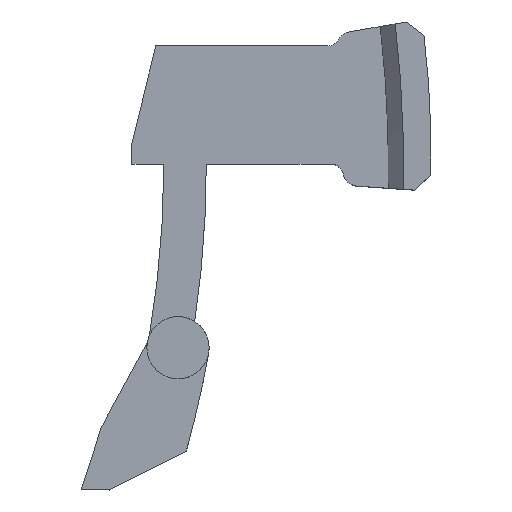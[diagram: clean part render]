
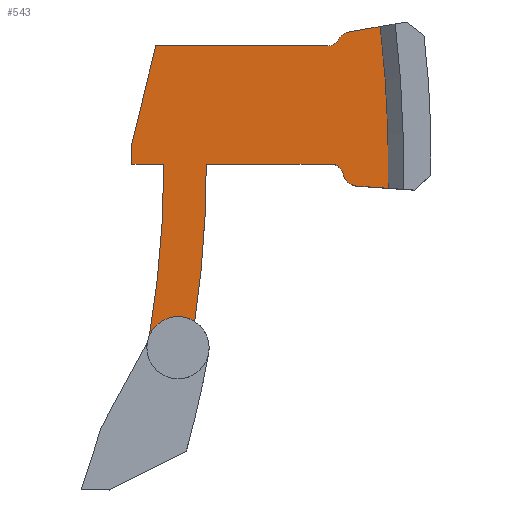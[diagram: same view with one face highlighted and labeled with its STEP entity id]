
A CAD part, top view. The second image highlights one B-rep face of the part: STEP entity #543.
In plain terms, the highlighted planar face has unit normal (0, 0, 1).
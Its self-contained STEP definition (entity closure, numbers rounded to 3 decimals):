
#47=CIRCLE('',#606,39.);
#48=CIRCLE('',#607,0.5);
#49=CIRCLE('',#608,0.4);
#50=CIRCLE('',#609,33.1);
#51=CIRCLE('',#610,1.025);
#52=CIRCLE('',#611,34.5);
#53=CIRCLE('',#612,0.4);
#54=CIRCLE('',#613,0.5);
#115=ORIENTED_EDGE('',*,*,#267,.T.);
#116=ORIENTED_EDGE('',*,*,#268,.T.);
#117=ORIENTED_EDGE('',*,*,#269,.F.);
#118=ORIENTED_EDGE('',*,*,#270,.T.);
#119=ORIENTED_EDGE('',*,*,#271,.T.);
#120=ORIENTED_EDGE('',*,*,#272,.F.);
#121=ORIENTED_EDGE('',*,*,#273,.T.);
#122=ORIENTED_EDGE('',*,*,#274,.F.);
#123=ORIENTED_EDGE('',*,*,#259,.F.);
#124=ORIENTED_EDGE('',*,*,#275,.T.);
#125=ORIENTED_EDGE('',*,*,#276,.T.);
#126=ORIENTED_EDGE('',*,*,#277,.F.);
#127=ORIENTED_EDGE('',*,*,#278,.F.);
#128=ORIENTED_EDGE('',*,*,#279,.T.);
#129=ORIENTED_EDGE('',*,*,#280,.T.);
#259=EDGE_CURVE('',#334,#335,#377,.T.);
#267=EDGE_CURVE('',#342,#343,#383,.T.);
#268=EDGE_CURVE('',#343,#344,#47,.T.);
#269=EDGE_CURVE('',#345,#344,#384,.F.);
#270=EDGE_CURVE('',#345,#346,#48,.T.);
#271=EDGE_CURVE('',#346,#347,#49,.T.);
#272=EDGE_CURVE('',#348,#347,#385,.F.);
#273=EDGE_CURVE('',#348,#349,#386,.T.);
#274=EDGE_CURVE('',#335,#349,#387,.T.);
#275=EDGE_CURVE('',#334,#350,#50,.T.);
#276=EDGE_CURVE('',#350,#351,#51,.T.);
#277=EDGE_CURVE('',#352,#351,#52,.T.);
#278=EDGE_CURVE('',#353,#352,#388,.T.);
#279=EDGE_CURVE('',#353,#354,#53,.T.);
#280=EDGE_CURVE('',#354,#342,#54,.T.);
#334=VERTEX_POINT('',#875);
#335=VERTEX_POINT('',#877);
#342=VERTEX_POINT('',#894);
#343=VERTEX_POINT('',#895);
#344=VERTEX_POINT('',#897);
#345=VERTEX_POINT('',#899);
#346=VERTEX_POINT('',#901);
#347=VERTEX_POINT('',#903);
#348=VERTEX_POINT('',#905);
#349=VERTEX_POINT('',#907);
#350=VERTEX_POINT('',#910);
#351=VERTEX_POINT('',#912);
#352=VERTEX_POINT('',#914);
#353=VERTEX_POINT('',#916);
#354=VERTEX_POINT('',#918);
#377=LINE('',#876,#428);
#383=LINE('',#893,#434);
#384=LINE('',#898,#435);
#385=LINE('',#904,#436);
#386=LINE('',#906,#437);
#387=LINE('',#908,#438);
#388=LINE('',#915,#439);
#428=VECTOR('',#699,1000.);
#434=VECTOR('',#713,1000.);
#435=VECTOR('',#716,1000.);
#436=VECTOR('',#721,1000.);
#437=VECTOR('',#722,1000.);
#438=VECTOR('',#723,1000.);
#439=VECTOR('',#730,1000.);
#466=EDGE_LOOP('',(#115,#116,#117,#118,#119,#120,#121,#122,#123,#124,#125,
#126,#127,#128,#129));
#496=FACE_BOUND('',#466,.T.);
#525=PLANE('',#605);
#543=ADVANCED_FACE('',(#496),#525,.F.);
#605=AXIS2_PLACEMENT_3D('',#892,#711,#712);
#606=AXIS2_PLACEMENT_3D('',#896,#714,#715);
#607=AXIS2_PLACEMENT_3D('',#900,#717,#718);
#608=AXIS2_PLACEMENT_3D('',#902,#719,#720);
#609=AXIS2_PLACEMENT_3D('',#909,#724,#725);
#610=AXIS2_PLACEMENT_3D('',#911,#726,#727);
#611=AXIS2_PLACEMENT_3D('',#913,#728,#729);
#612=AXIS2_PLACEMENT_3D('',#917,#731,#732);
#613=AXIS2_PLACEMENT_3D('',#919,#733,#734);
#699=DIRECTION('',(1.,0.,0.));
#711=DIRECTION('',(0.,0.,-1.));
#712=DIRECTION('',(1.,0.,0.));
#713=DIRECTION('',(-0.998,0.07,0.));
#714=DIRECTION('',(0.,0.,1.));
#715=DIRECTION('',(-1.,0.,0.));
#716=DIRECTION('',(0.986,0.168,0.));
#717=DIRECTION('',(0.,0.,1.));
#718=DIRECTION('',(-1.,0.,0.));
#719=DIRECTION('',(0.,0.,-1.));
#720=DIRECTION('',(1.,0.,0.));
#721=DIRECTION('',(1.,0.,0.));
#722=DIRECTION('',(0.238,0.971,0.));
#723=DIRECTION('',(0.,-1.,0.));
#724=DIRECTION('',(0.,0.,-1.));
#725=DIRECTION('',(1.,0.,0.));
#726=DIRECTION('',(0.,0.,-1.));
#727=DIRECTION('',(1.,0.,0.));
#728=DIRECTION('',(0.,0.,-1.));
#729=DIRECTION('',(1.,0.,0.));
#730=DIRECTION('',(1.,0.,0.));
#731=DIRECTION('',(0.,0.,-1.));
#732=DIRECTION('',(1.,0.,0.));
#733=DIRECTION('',(0.,0.,1.));
#734=DIRECTION('',(-1.,0.,0.));
#875=CARTESIAN_POINT('',(8.8,-0.367,1.65));
#876=CARTESIAN_POINT('',(6.55,-0.367,1.65));
#877=CARTESIAN_POINT('',(9.85,-0.367,1.65));
#892=CARTESIAN_POINT('',(-59.,-0.317,1.65));
#893=CARTESIAN_POINT('',(18.509,-0.778,1.65));
#894=CARTESIAN_POINT('',(2.435,0.355,1.65));
#895=CARTESIAN_POINT('',(1.407,0.427,1.65));
#896=CARTESIAN_POINT('',(40.4,-0.317,1.65));
#897=CARTESIAN_POINT('',(1.671,-4.904,1.65));
#898=CARTESIAN_POINT('',(19.184,-1.912,1.65));
#899=CARTESIAN_POINT('',(2.687,-4.73,1.65));
#900=CARTESIAN_POINT('',(2.603,-4.237,1.65));
#901=CARTESIAN_POINT('',(3.042,-4.476,1.65));
#902=CARTESIAN_POINT('',(3.394,-4.667,1.65));
#903=CARTESIAN_POINT('',(3.394,-4.267,1.65));
#904=CARTESIAN_POINT('',(6.48,-4.267,1.65));
#905=CARTESIAN_POINT('',(9.062,-4.267,1.65));
#906=CARTESIAN_POINT('',(9.062,-4.267,1.65));
#907=CARTESIAN_POINT('',(9.85,-1.053,1.65));
#908=CARTESIAN_POINT('',(9.85,-0.692,1.65));
#909=CARTESIAN_POINT('',(41.9,-0.317,1.65));
#910=CARTESIAN_POINT('',(9.277,5.286,1.65));
#911=CARTESIAN_POINT('',(8.331,5.68,1.65));
#912=CARTESIAN_POINT('',(7.783,4.814,1.65));
#913=CARTESIAN_POINT('',(41.9,-0.317,1.65));
#914=CARTESIAN_POINT('',(7.4,-0.367,1.65));
#915=CARTESIAN_POINT('',(6.55,-0.367,1.65));
#916=CARTESIAN_POINT('',(3.283,-0.367,1.65));
#917=CARTESIAN_POINT('',(3.283,0.033,1.65));
#918=CARTESIAN_POINT('',(2.89,-0.045,1.65));
#919=CARTESIAN_POINT('',(2.4,-0.144,1.65));
